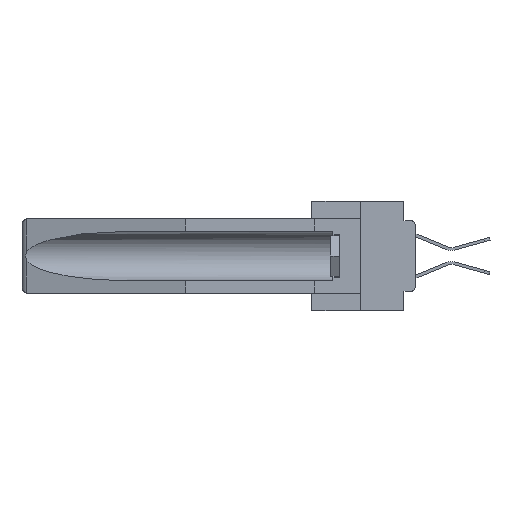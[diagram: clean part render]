
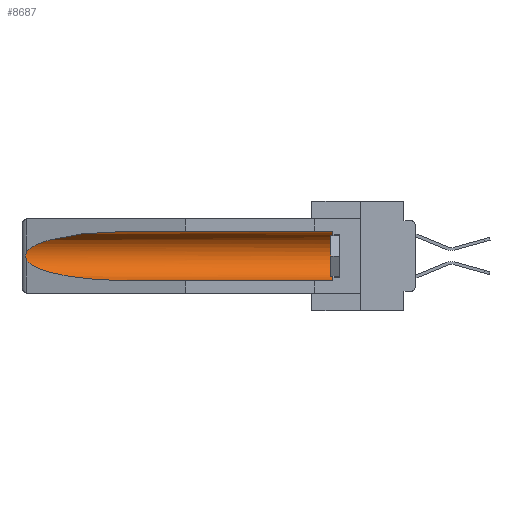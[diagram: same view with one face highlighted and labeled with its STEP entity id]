
A CAD part, left-side view. The second image highlights one B-rep face of the part: STEP entity #8687.
In plain terms, the highlighted cylindrical face has radius 2.857 mm (diameter 5.715 mm), a partial arc.
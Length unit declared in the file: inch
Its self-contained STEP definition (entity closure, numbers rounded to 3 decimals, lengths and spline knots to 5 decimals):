
#1109 = FACE_OUTER_BOUND ( 'NONE', #24044, .T. ) ;
#1134 = CARTESIAN_POINT ( 'NONE',  ( 0.25451, 1.48313, -0.24835 ) ) ;
#1254 = CARTESIAN_POINT ( 'NONE',  ( 0.21114, 1.30732, -0.284 ) ) ;
#1506 = DIRECTION ( 'NONE',  ( 0., 1., 0. ) ) ;
#5469 =( BOUNDED_CURVE ( )  B_SPLINE_CURVE ( 3, ( #29781, #1134, #1254, #15361 ),
 .UNSPECIFIED., .F., .T. ) 
 B_SPLINE_CURVE_WITH_KNOTS ( ( 4, 4 ),
 ( 0.1948, 1.5708 ),
 .UNSPECIFIED. ) 
 CURVE ( )  GEOMETRIC_REPRESENTATION_ITEM ( )  RATIONAL_B_SPLINE_CURVE ( ( 1., 0.848, 0.848, 1. ) ) 
 REPRESENTATION_ITEM ( '' )  );
#5546 = EDGE_CURVE ( 'NONE', #7996, #31730, #22496, .T. ) ;
#7302 = EDGE_CURVE ( 'NONE', #30405, #35261, #16195, .T. ) ;
#7996 = VERTEX_POINT ( 'NONE', #31429 ) ;
#8419 = VECTOR ( 'NONE', #1506, 39.37008 ) ;
#8687 = ADVANCED_FACE ( 'NONE', ( #1109 ), #22860, .F. ) ;
#8722 = CARTESIAN_POINT ( 'NONE',  ( 0.26597, 1.5296, -0.19026 ) ) ;
#11543 = CARTESIAN_POINT ( 'NONE',  ( 0.155, 1.07973, -0.284 ) ) ;
#11909 = CARTESIAN_POINT ( 'NONE',  ( 0.26537, 1.52718, -0.19328 ) ) ;
#11963 = EDGE_CURVE ( 'NONE', #17854, #7996, #37614, .T. ) ;
#12038 = CARTESIAN_POINT ( 'NONE',  ( 0.26654, 1.53092, -0.15636 ) ) ;
#12729 = ORIENTED_EDGE ( 'NONE', *, *, #34521, .T. ) ;
#13321 = CARTESIAN_POINT ( 'NONE',  ( 0.155, -0.30754, -0.284 ) ) ;
#14735 = CARTESIAN_POINT ( 'NONE',  ( 0.2673, 1.5327, -0.16383 ) ) ;
#14751 = VERTEX_POINT ( 'NONE', #29937 ) ;
#15361 = CARTESIAN_POINT ( 'NONE',  ( 0.155, 1.07973, -0.284 ) ) ;
#15460 = CARTESIAN_POINT ( 'NONE',  ( 0.155, 1.07973, -0.059 ) ) ;
#15537 = EDGE_CURVE ( 'NONE', #14751, #17854, #19394, .T. ) ;
#16195 = LINE ( 'NONE', #13321, #8419 ) ;
#16901 = ORIENTED_EDGE ( 'NONE', *, *, #7302, .F. ) ;
#17105 = CARTESIAN_POINT ( 'NONE',  ( 0.26537, 1.52718, -0.14972 ) ) ;
#17194 = ORIENTED_EDGE ( 'NONE', *, *, #15537, .T. ) ;
#17245 = ORIENTED_EDGE ( 'NONE', *, *, #5546, .T. ) ;
#17424 = CARTESIAN_POINT ( 'NONE',  ( 0.26655, 1.53094, -0.18657 ) ) ;
#17854 = VERTEX_POINT ( 'NONE', #15460 ) ;
#19391 = DIRECTION ( 'NONE',  ( 0., 0., 1. ) ) ;
#19394 = LINE ( 'NONE', #28092, #28409 ) ;
#20328 = CARTESIAN_POINT ( 'NONE',  ( 0.26597, 1.52961, -0.15275 ) ) ;
#20444 = DIRECTION ( 'NONE',  ( 0., 1., 0. ) ) ;
#20576 = CARTESIAN_POINT ( 'NONE',  ( 0.2673, 1.53269, -0.17917 ) ) ;
#21088 = CARTESIAN_POINT ( 'NONE',  ( 0.26537, 1.52718, -0.19328 ) ) ;
#22496 = B_SPLINE_CURVE_WITH_KNOTS ( 'NONE', 3,
 ( #29019, #20328, #12038, #14735, #26243, #32345, #20576, #17424, #8722, #11909 ),
 .UNSPECIFIED., .F., .F.,
 ( 4, 2, 2, 2, 4 ),
 ( 0., 0.00029, 0.00058, 0.00087, 0.00117 ),
 .UNSPECIFIED. ) ;
#22532 = CARTESIAN_POINT ( 'NONE',  ( 0.21114, 1.30732, -0.059 ) ) ;
#22860 = CYLINDRICAL_SURFACE ( 'NONE', #31684, 0.1125 ) ;
#23200 = CARTESIAN_POINT ( 'NONE',  ( 0.155, -0.30754, -0.1715 ) ) ;
#24044 = EDGE_LOOP ( 'NONE', ( #35503, #17245, #30789, #16901, #12729, #17194 ) ) ;
#25805 = CARTESIAN_POINT ( 'NONE',  ( 0.25451, 1.48313, -0.09465 ) ) ;
#26243 = CARTESIAN_POINT ( 'NONE',  ( 0.2675, 1.53308, -0.16763 ) ) ;
#28092 = CARTESIAN_POINT ( 'NONE',  ( 0.155, -0.30754, -0.059 ) ) ;
#28409 = VECTOR ( 'NONE', #28714, 39.37008 ) ;
#28714 = DIRECTION ( 'NONE',  ( 0., 1., 0. ) ) ;
#28768 = DIRECTION ( 'NONE',  ( 0., 0., 1. ) ) ;
#28838 = CARTESIAN_POINT ( 'NONE',  ( 0.155, 1.07973, -0.059 ) ) ;
#29019 = CARTESIAN_POINT ( 'NONE',  ( 0.26537, 1.52718, -0.14972 ) ) ;
#29781 = CARTESIAN_POINT ( 'NONE',  ( 0.26537, 1.52718, -0.19328 ) ) ;
#29937 = CARTESIAN_POINT ( 'NONE',  ( 0.155, 0.126, -0.059 ) ) ;
#30405 = VERTEX_POINT ( 'NONE', #34691 ) ;
#30734 = CIRCLE ( 'NONE', #32021, 0.1125 ) ;
#30789 = ORIENTED_EDGE ( 'NONE', *, *, #36641, .T. ) ;
#31429 = CARTESIAN_POINT ( 'NONE',  ( 0.26537, 1.52718, -0.14972 ) ) ;
#31684 = AXIS2_PLACEMENT_3D ( 'NONE', #23200, #20444, #28768 ) ;
#31730 = VERTEX_POINT ( 'NONE', #21088 ) ;
#32021 = AXIS2_PLACEMENT_3D ( 'NONE', #33830, #36760, #19391 ) ;
#32345 = CARTESIAN_POINT ( 'NONE',  ( 0.2675, 1.53308, -0.17534 ) ) ;
#33830 = CARTESIAN_POINT ( 'NONE',  ( 0.155, 0.126, -0.1715 ) ) ;
#34521 = EDGE_CURVE ( 'NONE', #30405, #14751, #30734, .T. ) ;
#34691 = CARTESIAN_POINT ( 'NONE',  ( 0.155, 0.126, -0.284 ) ) ;
#35261 = VERTEX_POINT ( 'NONE', #11543 ) ;
#35503 = ORIENTED_EDGE ( 'NONE', *, *, #11963, .T. ) ;
#36641 = EDGE_CURVE ( 'NONE', #31730, #35261, #5469, .T. ) ;
#36760 = DIRECTION ( 'NONE',  ( 0., -1., 0. ) ) ;
#37614 =( BOUNDED_CURVE ( )  B_SPLINE_CURVE ( 3, ( #28838, #22532, #25805, #17105 ),
 .UNSPECIFIED., .F., .F. ) 
 B_SPLINE_CURVE_WITH_KNOTS ( ( 4, 4 ),
 ( 4.71239, 6.08839 ),
 .UNSPECIFIED. ) 
 CURVE ( )  GEOMETRIC_REPRESENTATION_ITEM ( )  RATIONAL_B_SPLINE_CURVE ( ( 1., 0.848, 0.848, 1. ) ) 
 REPRESENTATION_ITEM ( '' )  );
